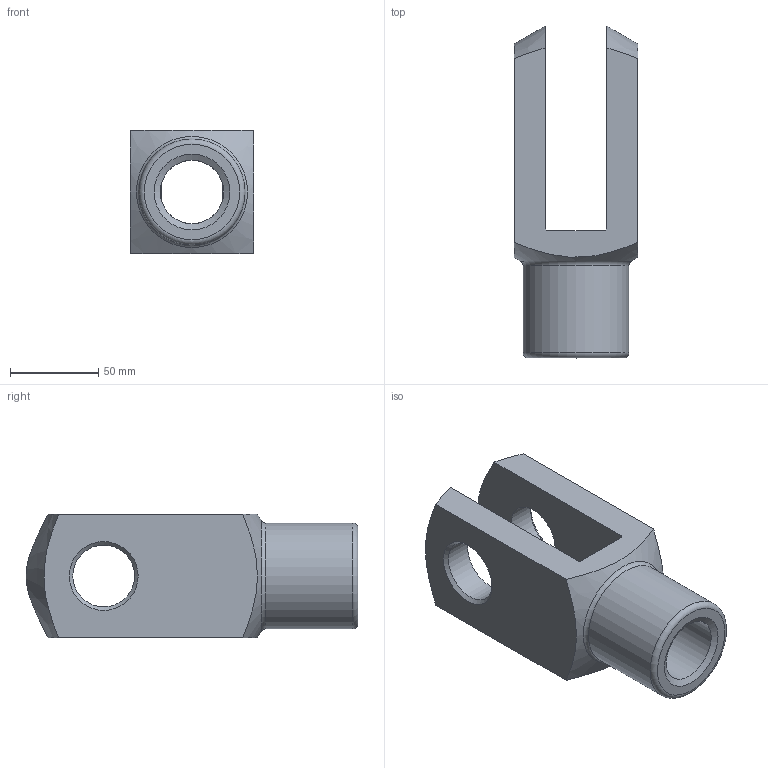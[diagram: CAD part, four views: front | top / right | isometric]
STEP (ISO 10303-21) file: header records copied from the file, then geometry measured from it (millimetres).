
FILE_DESCRIPTION (( 'STEP AP214' ), '1' );
FILE_NAME ('76.01.01.0047.step', '2021-04-02T18:09:36', ( '' ), ( '' ), 'SwSTEP 2.0', 'SolidWorks 2021', '' );
FILE_SCHEMA (( 'AUTOMOTIVE_DESIGN' ));
Length unit declared in the file: millimetre
Products named in the file (1): 76.01.01.0047
Bounding box: 70 x 187.97 x 70 mm (x, y, z)
Volume: 388167.9 mm3; surface area: 66435.7 mm2
Topology: 1 solids, 1 shells, 27 faces, 74 edges, 48 vertices
Faces by surface type: plane 15, cone 6, cylinder 4, torus 2
Full cylindrical faces by diameter (mm): 35 x2, 36 x1, 60 x1
Entity records: 1012 total; most frequent: CARTESIAN_POINT 368, ORIENTED_EDGE 120, DIRECTION 116, EDGE_CURVE 60, VERTEX_POINT 44, AXIS2_PLACEMENT_3D 44, EDGE_LOOP 42, FACE_OUTER_BOUND 33
